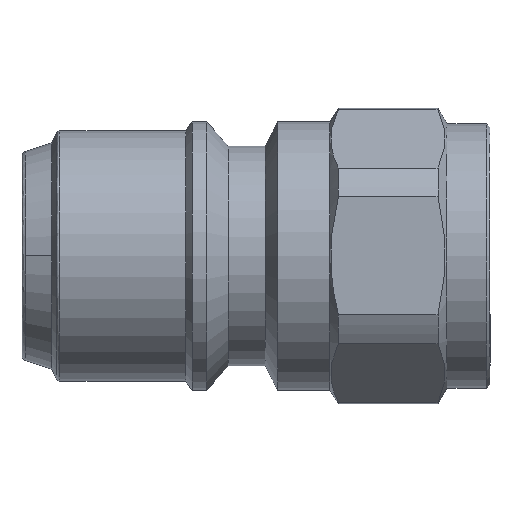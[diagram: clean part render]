
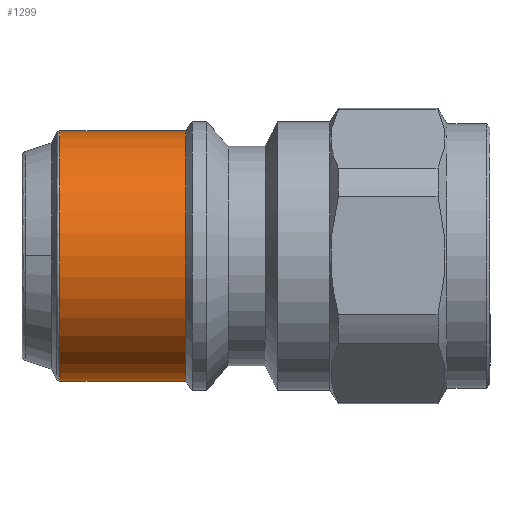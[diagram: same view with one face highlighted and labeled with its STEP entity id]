
A CAD part, top view. The second image highlights one B-rep face of the part: STEP entity #1299.
In plain terms, the highlighted cylindrical face has radius 10.15 mm (diameter 20.3 mm), a partial arc.
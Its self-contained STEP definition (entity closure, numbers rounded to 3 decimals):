
#51 = DIRECTION ( 'NONE',  ( -1., 0., 0. ) ) ;
#58 = DIRECTION ( 'NONE',  ( 0., -1., 0. ) ) ;
#63 = CARTESIAN_POINT ( 'NONE',  ( -14.75, 0., 0. ) ) ;
#198 = CARTESIAN_POINT ( 'NONE',  ( -14.75, -10.15, 0. ) ) ;
#199 = DIRECTION ( 'NONE',  ( -1., 0., 0. ) ) ;
#217 = DIRECTION ( 'NONE',  ( -1., 0., 0. ) ) ;
#220 = DIRECTION ( 'NONE',  ( 0., -1., 0. ) ) ;
#226 = CARTESIAN_POINT ( 'NONE',  ( -34.928, 0., 0. ) ) ;
#526 = CIRCLE ( 'NONE', #1862, 10.15 ) ;
#558 = VECTOR ( 'NONE', #199, 1000. ) ;
#561 = LINE ( 'NONE', #198, #558 ) ;
#607 = CIRCLE ( 'NONE', #1884, 10.15 ) ;
#611 = VECTOR ( 'NONE', #1744, 1000. ) ;
#613 = LINE ( 'NONE', #1743, #611 ) ;
#801 = CYLINDRICAL_SURFACE ( 'NONE', #1342, 10.15 ) ;
#802 = FACE_OUTER_BOUND ( 'NONE', #867, .T. ) ;
#867 = EDGE_LOOP ( 'NONE', ( #966, #967, #968, #969 ) ) ;
#966 = ORIENTED_EDGE ( 'NONE', *, *, #1443, .T. ) ;
#967 = ORIENTED_EDGE ( 'NONE', *, *, #1441, .T. ) ;
#968 = ORIENTED_EDGE ( 'NONE', *, *, #1477, .F. ) ;
#969 = ORIENTED_EDGE ( 'NONE', *, *, #1462, .F. ) ;
#1074 = CARTESIAN_POINT ( 'NONE',  ( -34.928, -10.15, 0. ) ) ;
#1158 = CARTESIAN_POINT ( 'NONE',  ( -34.928, 10.15, 0. ) ) ;
#1166 = CARTESIAN_POINT ( 'NONE',  ( -24.715, -10.15, 0. ) ) ;
#1178 = CARTESIAN_POINT ( 'NONE',  ( -24.715, 10.15, 0. ) ) ;
#1299 = ADVANCED_FACE ( 'NONE', ( #802 ), #801, .T. ) ;
#1342 = AXIS2_PLACEMENT_3D ( 'NONE', #63, #51, #58 ) ;
#1441 = EDGE_CURVE ( 'NONE', #1569, #1553, #613, .T. ) ;
#1443 = EDGE_CURVE ( 'NONE', #1559, #1569, #607, .T. ) ;
#1462 = EDGE_CURVE ( 'NONE', #1559, #1610, #561, .T. ) ;
#1477 = EDGE_CURVE ( 'NONE', #1610, #1553, #526, .T. ) ;
#1553 = VERTEX_POINT ( 'NONE', #1158 ) ;
#1559 = VERTEX_POINT ( 'NONE', #1166 ) ;
#1569 = VERTEX_POINT ( 'NONE', #1178 ) ;
#1610 = VERTEX_POINT ( 'NONE', #1074 ) ;
#1626 = CARTESIAN_POINT ( 'NONE',  ( -24.715, 0., 0. ) ) ;
#1629 = DIRECTION ( 'NONE',  ( 0., -1., 0. ) ) ;
#1630 = DIRECTION ( 'NONE',  ( -1., 0., 0. ) ) ;
#1743 = CARTESIAN_POINT ( 'NONE',  ( -14.75, 10.15, 0. ) ) ;
#1744 = DIRECTION ( 'NONE',  ( -1., 0., 0. ) ) ;
#1862 = AXIS2_PLACEMENT_3D ( 'NONE', #226, #217, #220 ) ;
#1884 = AXIS2_PLACEMENT_3D ( 'NONE', #1626, #1630, #1629 ) ;
